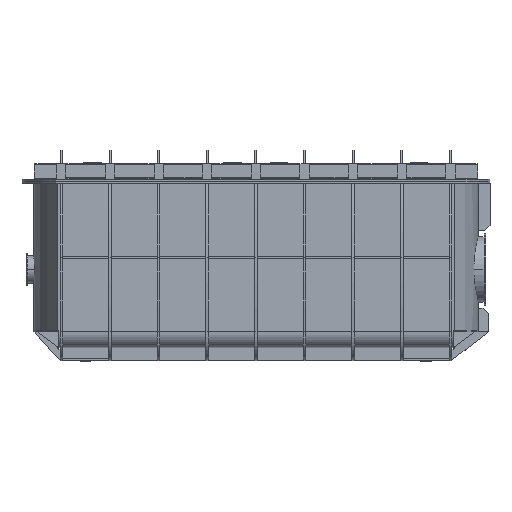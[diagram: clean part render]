
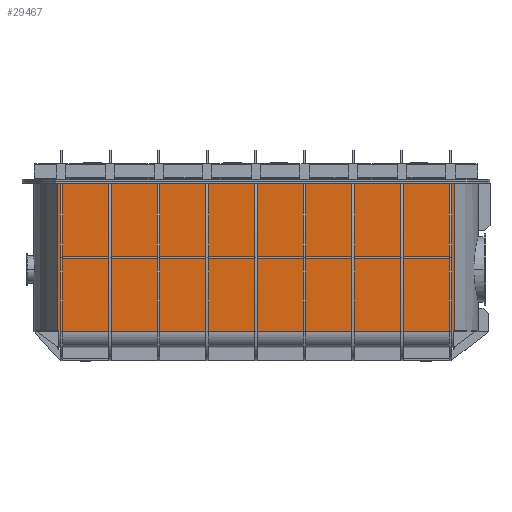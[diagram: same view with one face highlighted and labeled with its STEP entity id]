
A CAD part, top view. The second image highlights one B-rep face of the part: STEP entity #29467.
In plain terms, the highlighted planar face has unit normal (0, 0, 1).
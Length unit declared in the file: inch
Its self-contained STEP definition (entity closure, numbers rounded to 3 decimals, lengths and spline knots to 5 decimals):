
#1069 = ORIENTED_EDGE ( 'NONE', *, *, #11529, .F. ) ;
#1385 = CARTESIAN_POINT ( 'NONE',  ( 302., 113., 1. ) ) ;
#2372 = EDGE_CURVE ( 'NONE', #23198, #31741, #10255, .T. ) ;
#3438 = CARTESIAN_POINT ( 'NONE',  ( 0., 113., 1. ) ) ;
#4006 = VECTOR ( 'NONE', #7075, 39.37008 ) ;
#5115 = VECTOR ( 'NONE', #14908, 39.37008 ) ;
#5186 = CARTESIAN_POINT ( 'NONE',  ( 0., 0., 1. ) ) ;
#5607 = ORIENTED_EDGE ( 'NONE', *, *, #10843, .F. ) ;
#7075 = DIRECTION ( 'NONE',  ( -1., 0., 0. ) ) ;
#7416 = VERTEX_POINT ( 'NONE', #39687 ) ;
#7669 = VERTEX_POINT ( 'NONE', #8235 ) ;
#8235 = CARTESIAN_POINT ( 'NONE',  ( 2., 1., 1. ) ) ;
#8748 = CARTESIAN_POINT ( 'NONE',  ( 2., 0., 1. ) ) ;
#9042 = CARTESIAN_POINT ( 'NONE',  ( 300., 0., 1. ) ) ;
#9589 = LINE ( 'NONE', #5186, #19248 ) ;
#10053 = AXIS2_PLACEMENT_3D ( 'NONE', #17218, #39951, #20466 ) ;
#10255 = LINE ( 'NONE', #11661, #5115 ) ;
#10533 = PLANE ( 'NONE',  #10053 ) ;
#10843 = EDGE_CURVE ( 'NONE', #34329, #7669, #13774, .T. ) ;
#11048 = DIRECTION ( 'NONE',  ( 0., 1., 0. ) ) ;
#11529 = EDGE_CURVE ( 'NONE', #7416, #11878, #12699, .T. ) ;
#11589 = VECTOR ( 'NONE', #38404, 39.37008 ) ;
#11661 = CARTESIAN_POINT ( 'NONE',  ( 0., 0., 1. ) ) ;
#11758 = VECTOR ( 'NONE', #25623, 39.37008 ) ;
#11878 = VERTEX_POINT ( 'NONE', #17185 ) ;
#12139 = EDGE_CURVE ( 'NONE', #34329, #19272, #9589, .T. ) ;
#12699 = LINE ( 'NONE', #26555, #4006 ) ;
#12792 = FACE_OUTER_BOUND ( 'NONE', #22619, .T. ) ;
#13774 = LINE ( 'NONE', #22348, #11758 ) ;
#14908 = DIRECTION ( 'NONE',  ( 0., -1., 0. ) ) ;
#15870 = VERTEX_POINT ( 'NONE', #1385 ) ;
#17185 = CARTESIAN_POINT ( 'NONE',  ( 300., 1., 1. ) ) ;
#17218 = CARTESIAN_POINT ( 'NONE',  ( 0., 0., 1. ) ) ;
#18908 = CARTESIAN_POINT ( 'NONE',  ( 0., 1., 1. ) ) ;
#18939 = CARTESIAN_POINT ( 'NONE',  ( 300., 0., 1. ) ) ;
#19248 = VECTOR ( 'NONE', #24673, 39.37008 ) ;
#19272 = VERTEX_POINT ( 'NONE', #9042 ) ;
#19734 = ORIENTED_EDGE ( 'NONE', *, *, #35422, .F. ) ;
#20204 = LINE ( 'NONE', #18939, #11589 ) ;
#20466 = DIRECTION ( 'NONE',  ( -1., 0., 0. ) ) ;
#20949 = VECTOR ( 'NONE', #11048, 39.37008 ) ;
#22348 = CARTESIAN_POINT ( 'NONE',  ( 2., 0., 1. ) ) ;
#22432 = VECTOR ( 'NONE', #36005, 39.37008 ) ;
#22619 = EDGE_LOOP ( 'NONE', ( #38222, #19734, #1069, #24009, #30140, #25699, #30814, #5607 ) ) ;
#23198 = VERTEX_POINT ( 'NONE', #32080 ) ;
#24009 = ORIENTED_EDGE ( 'NONE', *, *, #40614, .T. ) ;
#24673 = DIRECTION ( 'NONE',  ( 1., 0., 0. ) ) ;
#25623 = DIRECTION ( 'NONE',  ( 0., 1., 0. ) ) ;
#25699 = ORIENTED_EDGE ( 'NONE', *, *, #2372, .T. ) ;
#25823 = EDGE_CURVE ( 'NONE', #15870, #23198, #39766, .T. ) ;
#26555 = CARTESIAN_POINT ( 'NONE',  ( 302., 1., 1. ) ) ;
#28560 = LINE ( 'NONE', #33790, #20949 ) ;
#29467 = ADVANCED_FACE ( 'NONE', ( #12792 ), #10533, .F. ) ;
#29787 = EDGE_CURVE ( 'NONE', #7669, #31741, #41742, .T. ) ;
#30140 = ORIENTED_EDGE ( 'NONE', *, *, #25823, .T. ) ;
#30814 = ORIENTED_EDGE ( 'NONE', *, *, #29787, .F. ) ;
#31741 = VERTEX_POINT ( 'NONE', #40792 ) ;
#32080 = CARTESIAN_POINT ( 'NONE',  ( 0., 113., 1. ) ) ;
#33790 = CARTESIAN_POINT ( 'NONE',  ( 302., 0., 1. ) ) ;
#34329 = VERTEX_POINT ( 'NONE', #8748 ) ;
#35150 = VECTOR ( 'NONE', #41635, 39.37008 ) ;
#35422 = EDGE_CURVE ( 'NONE', #11878, #19272, #20204, .T. ) ;
#36005 = DIRECTION ( 'NONE',  ( -1., 0., 0. ) ) ;
#38222 = ORIENTED_EDGE ( 'NONE', *, *, #12139, .T. ) ;
#38404 = DIRECTION ( 'NONE',  ( 0., -1., 0. ) ) ;
#39687 = CARTESIAN_POINT ( 'NONE',  ( 302., 1., 1. ) ) ;
#39766 = LINE ( 'NONE', #3438, #22432 ) ;
#39951 = DIRECTION ( 'NONE',  ( 0., 0., -1. ) ) ;
#40614 = EDGE_CURVE ( 'NONE', #7416, #15870, #28560, .T. ) ;
#40792 = CARTESIAN_POINT ( 'NONE',  ( 0., 1., 1. ) ) ;
#41635 = DIRECTION ( 'NONE',  ( -1., 0., 0. ) ) ;
#41742 = LINE ( 'NONE', #18908, #35150 ) ;
